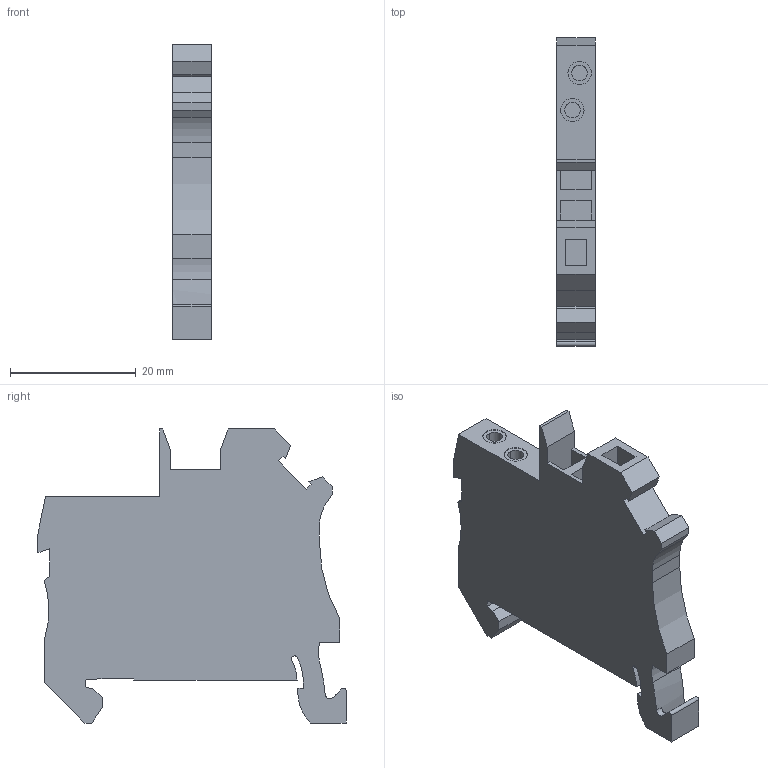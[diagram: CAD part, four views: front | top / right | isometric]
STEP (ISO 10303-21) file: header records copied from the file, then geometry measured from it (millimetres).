
FILE_DESCRIPTION(('Creo Elements/Direct Modeling STEP Export'),'2;1');
FILE_NAME('model.stp','2020-03-20T14:17:16',(''),(''),'Creo Elements/Direct Modeling STEP processor for AP214 (Solid Model)','Creo Elements/Direct Modeling 20.1A 29-Sep-2018 (C) Parametric Technology GmbH','');
FILE_SCHEMA(('AUTOMOTIVE_DESIGN { 1 0 10303 214 1 1 1 1 }'));
Length unit declared in the file: millimetre
Products named in the file (2): UT_4__1P-F-select
Assembly tree (1 placements, depth 2):
  UT_4__1P-F-select
    UT_4__1P-F-select
Bounding box: 6.15 x 49.1 x 46.85 mm (x, y, z)
Volume: 8538.8 mm3; surface area: 5663.3 mm2
Topology: 1 solids, 1 shells, 89 faces, 246 edges, 164 vertices
Faces by surface type: plane 68, cylinder 21
Entity records: 3503 total; most frequent: CARTESIAN_POINT 492, ORIENTED_EDGE 492, DIRECTION 453, EDGE_CURVE 246, VECTOR 203, LINE 203, VERTEX_POINT 164, AXIS2_PLACEMENT_3D 125
